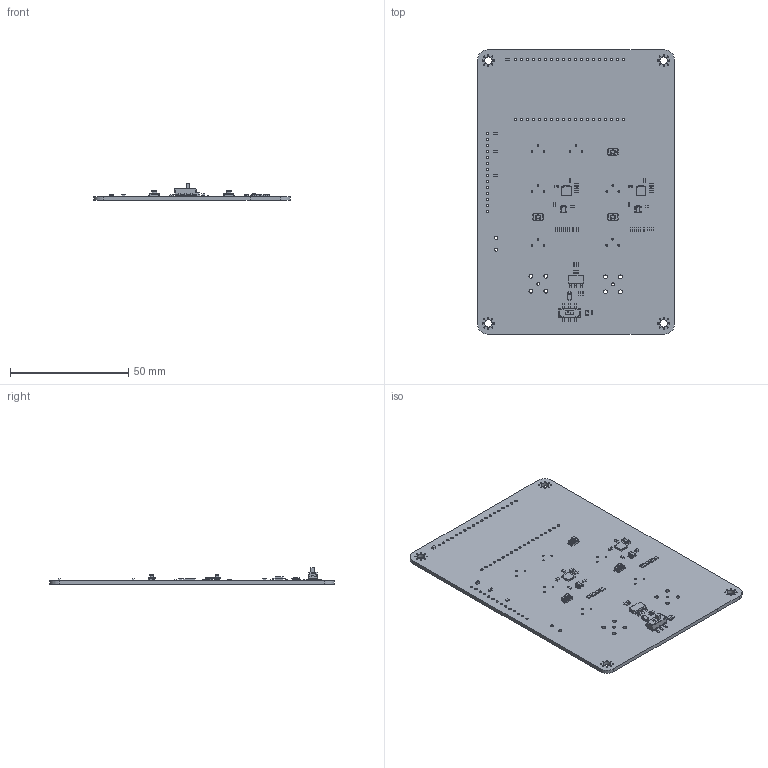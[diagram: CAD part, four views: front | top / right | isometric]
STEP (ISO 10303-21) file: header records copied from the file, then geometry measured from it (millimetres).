
FILE_DESCRIPTION(('KiCad electronic assembly'),'2;1');
FILE_NAME('jd2oscope_PCB_onlySMDs-noTracks.step','2025-02-21T20:45:10',( 'Pcbnew'),('Kicad'),'Open CASCADE STEP processor 7.6', 'KiCad to STEP converter','Unknown');
FILE_SCHEMA(('AUTOMOTIVE_DESIGN { 1 0 10303 214 1 1 1 1 }'));
Length unit declared in the file: millimetre
Products named in the file (20): jd2oscope_PCB_onlySMDs-noTracks 1; R_0603_1608Metric; C_0603_1608Metric; LFCSP-16-1EP_4x4mm_P0.65mm_EP2.6x2.6mm; CQ assembly; D_SOD-123; D_SOD_123; LED_0805_2012Metric; JS202011SCQN; SOT-223; SOT_223; KMR731NGLFS; OPA192IDBVR; DBV5; jd2oscope_PCB
Assembly tree (56 placements, depth 3):
  jd2oscope_PCB_onlySMDs-noTracks 1
    R_0603_1608Metric  x16
      R_0603_1608Metric
    C_0603_1608Metric  x19
      C_0603_1608Metric
    LFCSP-16-1EP_4x4mm_P0.65mm_EP2.6x2.6mm  x2
      CQ assembly
    D_SOD-123
      D_SOD_123
    LED_0805_2012Metric
      LED_0805_2012Metric
    JS202011SCQN
      JS202011SCQN
    SOT-223
      SOT_223
    KMR731NGLFS  x3
      KMR731NGLFS
    OPA192IDBVR  x2
      DBV5
    jd2oscope_PCB
Bounding box: 83 x 120 x 7.16 mm (x, y, z)
Volume: 16000.6 mm3; surface area: 21889.6 mm2
Topology: 124 solids, 124 shells, 2803 faces, 7201 edges, 4689 vertices
Faces by surface type: plane 1796, cylinder 895, bspline 58, torus 33, cone 21
Full cylindrical faces by diameter (mm): 0.25 x2, 0.5 x32, 0.714 x18, 1 x14, 1.04 x38, 1.2 x2, 1.3 x2, 1.6 x8, 3.2 x4
Entity records: 37715 total; most frequent: CARTESIAN_POINT 6878, ORIENTED_EDGE 5860, DIRECTION 5762, EDGE_CURVE 2930, LINE 2108, VECTOR 2108, VERTEX_POINT 1889, AXIS2_PLACEMENT_3D 1827
